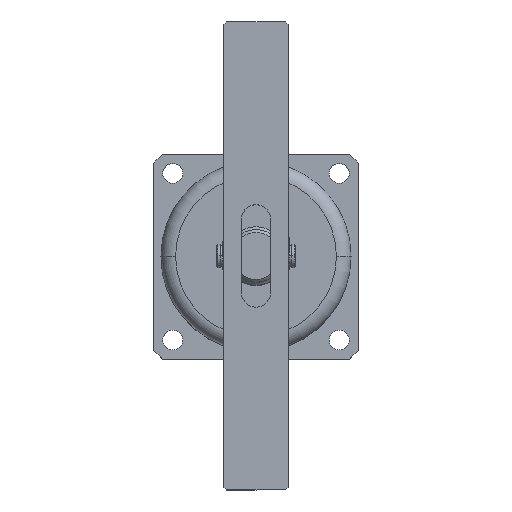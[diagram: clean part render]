
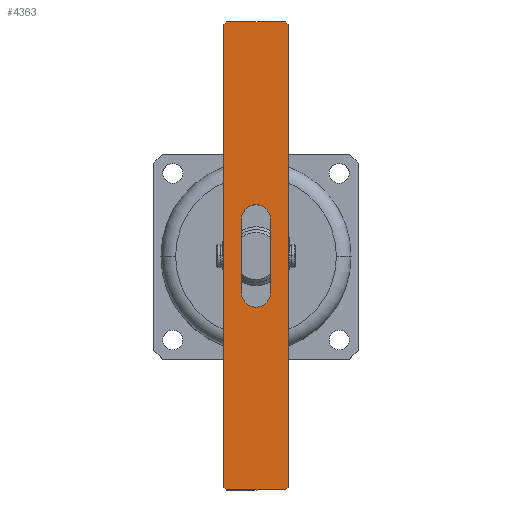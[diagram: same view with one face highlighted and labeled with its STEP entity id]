
A CAD part, top view. The second image highlights one B-rep face of the part: STEP entity #4363.
In plain terms, the highlighted planar face has unit normal (0, 0, 1).
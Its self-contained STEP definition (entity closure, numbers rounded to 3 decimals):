
#279 = DIRECTION ( 'NONE',  ( -1., 0., 0. ) ) ;
#294 = DIRECTION ( 'NONE',  ( 0., 0., -1. ) ) ;
#298 = AXIS2_PLACEMENT_3D ( 'NONE', #3182, #294, #279 ) ;
#358 = AXIS2_PLACEMENT_3D ( 'NONE', #5277, #5276, #5275 ) ;
#406 = CARTESIAN_POINT ( 'NONE',  ( 12.5, -5., 22. ) ) ;
#578 = EDGE_LOOP ( 'NONE', ( #6195, #6196, #6197, #6198, #6199 ) ) ;
#584 = EDGE_LOOP ( 'NONE', ( #6200, #6201, #6202, #6203, #6204, #6205, #6206, #6207 ) ) ;
#1238 = AXIS2_PLACEMENT_3D ( 'NONE', #4410, #4409, #4408 ) ;
#1251 = AXIS2_PLACEMENT_3D ( 'NONE', #4556, #4555, #4554 ) ;
#1328 = FACE_OUTER_BOUND ( 'NONE', #584, .T. ) ;
#1331 = FACE_BOUND ( 'NONE', #578, .T. ) ;
#1424 = VERTEX_POINT ( 'NONE', #406 ) ;
#1864 = VECTOR ( 'NONE', #6489, 1000. ) ;
#1869 = LINE ( 'NONE', #6490, #1864 ) ;
#1902 = VECTOR ( 'NONE', #5990, 1000. ) ;
#1930 = LINE ( 'NONE', #5985, #1902 ) ;
#2003 = CIRCLE ( 'NONE', #358, 5. ) ;
#2967 = VECTOR ( 'NONE', #4406, 1000. ) ;
#2970 = LINE ( 'NONE', #4407, #2967 ) ;
#2973 = VECTOR ( 'NONE', #4422, 1000. ) ;
#2976 = CIRCLE ( 'NONE', #1238, 5. ) ;
#2977 = LINE ( 'NONE', #4428, #2973 ) ;
#2980 = VECTOR ( 'NONE', #4448, 1000. ) ;
#2982 = LINE ( 'NONE', #4434, #2980 ) ;
#2998 = VECTOR ( 'NONE', #4517, 1000. ) ;
#3002 = LINE ( 'NONE', #4525, #2998 ) ;
#3005 = VECTOR ( 'NONE', #4545, 1000. ) ;
#3007 = LINE ( 'NONE', #4535, #3005 ) ;
#3008 = VECTOR ( 'NONE', #4546, 1000. ) ;
#3011 = LINE ( 'NONE', #4549, #3008 ) ;
#3015 = CIRCLE ( 'NONE', #1251, 5. ) ;
#3016 = VECTOR ( 'NONE', #4449, 1000. ) ;
#3018 = LINE ( 'NONE', #4467, #3016 ) ;
#3168 = PLANE ( 'NONE',  #298 ) ;
#3182 = CARTESIAN_POINT ( 'NONE',  ( 0., 0., 22. ) ) ;
#3693 = EDGE_CURVE ( 'NONE', #6390, #6431, #3018, .T. ) ;
#3696 = EDGE_CURVE ( 'NONE', #6392, #1424, #3015, .T. ) ;
#3699 = EDGE_CURVE ( 'NONE', #6386, #6392, #3011, .T. ) ;
#3702 = EDGE_CURVE ( 'NONE', #6391, #6390, #3007, .T. ) ;
#3706 = EDGE_CURVE ( 'NONE', #6398, #6422, #3002, .T. ) ;
#3725 = EDGE_CURVE ( 'NONE', #6431, #6416, #2982, .T. ) ;
#3729 = EDGE_CURVE ( 'NONE', #6420, #6366, #2977, .T. ) ;
#3731 = EDGE_CURVE ( 'NONE', #6430, #6423, #2976, .T. ) ;
#3733 = EDGE_CURVE ( 'NONE', #1424, #6430, #2970, .T. ) ;
#3878 = EDGE_CURVE ( 'NONE', #6423, #6386, #2003, .T. ) ;
#3915 = EDGE_CURVE ( 'NONE', #6366, #6398, #1930, .T. ) ;
#3926 = EDGE_CURVE ( 'NONE', #6416, #6420, #1869, .T. ) ;
#4363 = ADVANCED_FACE ( 'NONE', ( #1331, #1328 ), #3168, .F. ) ;
#4406 = DIRECTION ( 'NONE',  ( -1., 0., 0. ) ) ;
#4407 = CARTESIAN_POINT ( 'NONE',  ( 12.5, -5., 22. ) ) ;
#4408 = DIRECTION ( 'NONE',  ( -1., 0., 0. ) ) ;
#4409 = DIRECTION ( 'NONE',  ( 0., 0., -1. ) ) ;
#4410 = CARTESIAN_POINT ( 'NONE',  ( -12.5, 0., 22. ) ) ;
#4422 = DIRECTION ( 'NONE',  ( -0.707, 0.707, 0. ) ) ;
#4428 = CARTESIAN_POINT ( 'NONE',  ( 79., 11., 22. ) ) ;
#4434 = CARTESIAN_POINT ( 'NONE',  ( 80., -10., 22. ) ) ;
#4448 = DIRECTION ( 'NONE',  ( 0.707, 0.707, 0. ) ) ;
#4449 = DIRECTION ( 'NONE',  ( 1., 0., 0. ) ) ;
#4467 = CARTESIAN_POINT ( 'NONE',  ( -80., -11., 22. ) ) ;
#4517 = DIRECTION ( 'NONE',  ( -0.707, -0.707, 0. ) ) ;
#4525 = CARTESIAN_POINT ( 'NONE',  ( -80., 10., 22. ) ) ;
#4535 = CARTESIAN_POINT ( 'NONE',  ( -79., -11., 22. ) ) ;
#4545 = DIRECTION ( 'NONE',  ( 0.707, -0.707, 0. ) ) ;
#4546 = DIRECTION ( 'NONE',  ( 1., 0., 0. ) ) ;
#4549 = CARTESIAN_POINT ( 'NONE',  ( 12.5, 5., 22. ) ) ;
#4554 = DIRECTION ( 'NONE',  ( -1., 0., 0. ) ) ;
#4555 = DIRECTION ( 'NONE',  ( 0., 0., -1. ) ) ;
#4556 = CARTESIAN_POINT ( 'NONE',  ( 12.5, 0., 22. ) ) ;
#4773 = VECTOR ( 'NONE', #5618, 1000. ) ;
#4776 = LINE ( 'NONE', #5619, #4773 ) ;
#5275 = DIRECTION ( 'NONE',  ( -1., 0., 0. ) ) ;
#5276 = DIRECTION ( 'NONE',  ( 0., 0., -1. ) ) ;
#5277 = CARTESIAN_POINT ( 'NONE',  ( -12.5, 0., 22. ) ) ;
#5511 = CARTESIAN_POINT ( 'NONE',  ( 79., -11., 22. ) ) ;
#5512 = CARTESIAN_POINT ( 'NONE',  ( -12.5, -5., 22. ) ) ;
#5521 = CARTESIAN_POINT ( 'NONE',  ( -17.5, 0., 22. ) ) ;
#5522 = CARTESIAN_POINT ( 'NONE',  ( -80., 10., 22. ) ) ;
#5525 = CARTESIAN_POINT ( 'NONE',  ( 80., 10., 22. ) ) ;
#5529 = CARTESIAN_POINT ( 'NONE',  ( 80., -10., 22. ) ) ;
#5550 = CARTESIAN_POINT ( 'NONE',  ( -79., 11., 22. ) ) ;
#5557 = CARTESIAN_POINT ( 'NONE',  ( 12.5, 5., 22. ) ) ;
#5558 = CARTESIAN_POINT ( 'NONE',  ( -80., -10., 22. ) ) ;
#5559 = CARTESIAN_POINT ( 'NONE',  ( -79., -11., 22. ) ) ;
#5567 = CARTESIAN_POINT ( 'NONE',  ( -12.5, 5., 22. ) ) ;
#5599 = CARTESIAN_POINT ( 'NONE',  ( 79., 11., 22. ) ) ;
#5618 = DIRECTION ( 'NONE',  ( 0., -1., 0. ) ) ;
#5619 = CARTESIAN_POINT ( 'NONE',  ( -80., -11., 22. ) ) ;
#5974 = EDGE_CURVE ( 'NONE', #6422, #6391, #4776, .T. ) ;
#5985 = CARTESIAN_POINT ( 'NONE',  ( -80., 11., 22. ) ) ;
#5990 = DIRECTION ( 'NONE',  ( -1., 0., 0. ) ) ;
#6195 = ORIENTED_EDGE ( 'NONE', *, *, #3699, .T. ) ;
#6196 = ORIENTED_EDGE ( 'NONE', *, *, #3696, .T. ) ;
#6197 = ORIENTED_EDGE ( 'NONE', *, *, #3733, .T. ) ;
#6198 = ORIENTED_EDGE ( 'NONE', *, *, #3731, .T. ) ;
#6199 = ORIENTED_EDGE ( 'NONE', *, *, #3878, .T. ) ;
#6200 = ORIENTED_EDGE ( 'NONE', *, *, #3693, .T. ) ;
#6201 = ORIENTED_EDGE ( 'NONE', *, *, #3725, .T. ) ;
#6202 = ORIENTED_EDGE ( 'NONE', *, *, #3926, .T. ) ;
#6203 = ORIENTED_EDGE ( 'NONE', *, *, #3729, .T. ) ;
#6204 = ORIENTED_EDGE ( 'NONE', *, *, #3915, .T. ) ;
#6205 = ORIENTED_EDGE ( 'NONE', *, *, #3706, .T. ) ;
#6206 = ORIENTED_EDGE ( 'NONE', *, *, #5974, .T. ) ;
#6207 = ORIENTED_EDGE ( 'NONE', *, *, #3702, .T. ) ;
#6366 = VERTEX_POINT ( 'NONE', #5599 ) ;
#6386 = VERTEX_POINT ( 'NONE', #5567 ) ;
#6390 = VERTEX_POINT ( 'NONE', #5559 ) ;
#6391 = VERTEX_POINT ( 'NONE', #5558 ) ;
#6392 = VERTEX_POINT ( 'NONE', #5557 ) ;
#6398 = VERTEX_POINT ( 'NONE', #5550 ) ;
#6416 = VERTEX_POINT ( 'NONE', #5529 ) ;
#6420 = VERTEX_POINT ( 'NONE', #5525 ) ;
#6422 = VERTEX_POINT ( 'NONE', #5522 ) ;
#6423 = VERTEX_POINT ( 'NONE', #5521 ) ;
#6430 = VERTEX_POINT ( 'NONE', #5512 ) ;
#6431 = VERTEX_POINT ( 'NONE', #5511 ) ;
#6489 = DIRECTION ( 'NONE',  ( 0., 1., 0. ) ) ;
#6490 = CARTESIAN_POINT ( 'NONE',  ( 80., -11., 22. ) ) ;
